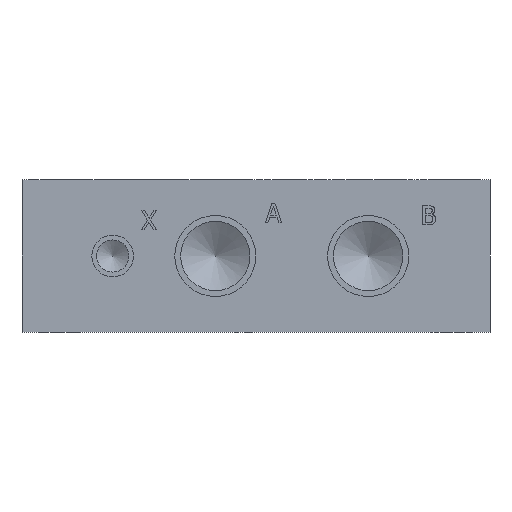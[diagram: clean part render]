
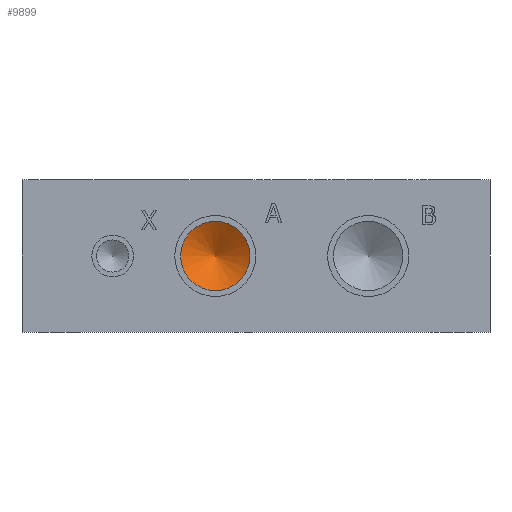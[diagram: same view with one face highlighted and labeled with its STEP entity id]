
A CAD part, left-side view. The second image highlights one B-rep face of the part: STEP entity #9899.
In plain terms, the highlighted conical face has half-angle 60 degrees and reference radius 5.753 mm.
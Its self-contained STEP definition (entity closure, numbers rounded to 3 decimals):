
#53=CONICAL_SURFACE('',#10303,5.753,1.047);
#97=CIRCLE('',#10304,11.506);
#98=CIRCLE('',#10305,11.506);
#1147=FACE_OUTER_BOUND('',#1702,.T.);
#1702=EDGE_LOOP('',(#8406,#8407,#8408,#8409));
#2698=LINE('',#16745,#3650);
#3650=VECTOR('',#12029,5.753);
#4517=VERTEX_POINT('',#16741);
#4518=VERTEX_POINT('',#16742);
#4519=VERTEX_POINT('',#16744);
#5851=EDGE_CURVE('',#4517,#4518,#97,.T.);
#5852=EDGE_CURVE('',#4518,#4519,#2698,.T.);
#5853=EDGE_CURVE('',#4518,#4517,#98,.T.);
#8406=ORIENTED_EDGE('',*,*,#5851,.T.);
#8407=ORIENTED_EDGE('',*,*,#5852,.T.);
#8408=ORIENTED_EDGE('',*,*,#5852,.F.);
#8409=ORIENTED_EDGE('',*,*,#5853,.T.);
#9899=ADVANCED_FACE('',(#1147),#53,.F.);
#10303=AXIS2_PLACEMENT_3D('',#16740,#12025,#12026);
#10304=AXIS2_PLACEMENT_3D('',#16743,#12027,#12028);
#10305=AXIS2_PLACEMENT_3D('',#16746,#12030,#12031);
#12025=DIRECTION('center_axis',(-1.,0.,0.));
#12026=DIRECTION('ref_axis',(0.,1.,0.));
#12027=DIRECTION('center_axis',(-1.,0.,0.));
#12028=DIRECTION('ref_axis',(0.,1.,0.));
#12029=DIRECTION('',(0.5,0.866,0.));
#12030=DIRECTION('center_axis',(-1.,0.,0.));
#12031=DIRECTION('ref_axis',(0.,1.,0.));
#16740=CARTESIAN_POINT('Origin',(19.835,91.313,25.4));
#16741=CARTESIAN_POINT('',(16.514,102.819,25.4));
#16742=CARTESIAN_POINT('',(16.514,79.807,25.4));
#16743=CARTESIAN_POINT('Origin',(16.514,91.313,25.4));
#16744=CARTESIAN_POINT('',(23.157,91.313,25.4));
#16745=CARTESIAN_POINT('',(19.835,85.56,25.4));
#16746=CARTESIAN_POINT('Origin',(16.514,91.313,25.4));
